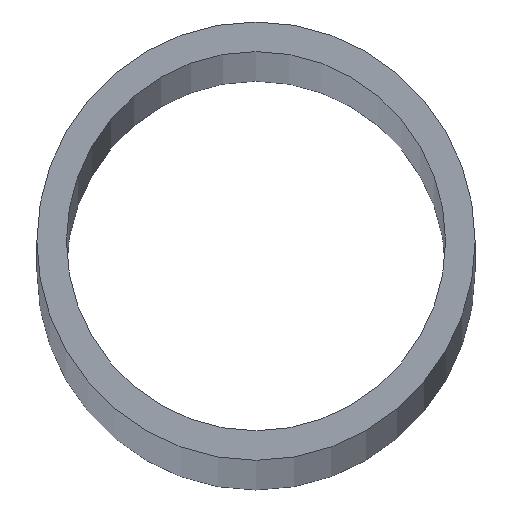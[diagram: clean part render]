
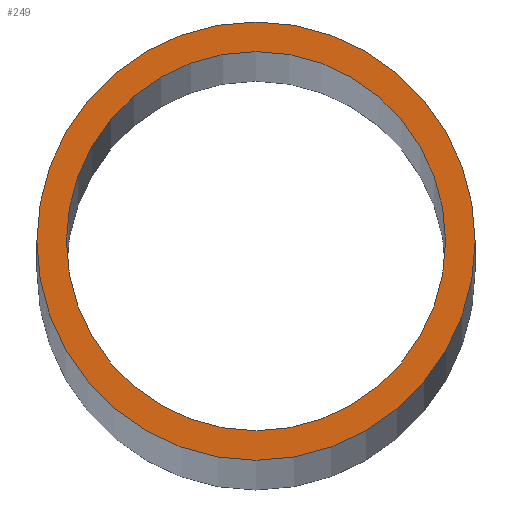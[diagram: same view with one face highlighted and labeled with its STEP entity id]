
A CAD part, top view. The second image highlights one B-rep face of the part: STEP entity #249.
In plain terms, the highlighted planar face has unit normal (0, 0, 1).
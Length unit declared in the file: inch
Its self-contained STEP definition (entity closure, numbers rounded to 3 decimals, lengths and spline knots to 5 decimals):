
#4 = DIRECTION ( 'NONE',  ( 0., 0., 1. ) ) ;
#14 = EDGE_LOOP ( 'NONE', ( #193, #113 ) ) ;
#16 = CIRCLE ( 'NONE', #239, 2.78 ) ;
#21 = CIRCLE ( 'NONE', #56, 2.405 ) ;
#26 = FACE_BOUND ( 'NONE', #132, .T. ) ;
#27 = DIRECTION ( 'NONE',  ( 0., 0., 1. ) ) ;
#28 = CARTESIAN_POINT ( 'NONE',  ( 0., 0., 216. ) ) ;
#47 = DIRECTION ( 'NONE',  ( 1., 0., 0. ) ) ;
#56 = AXIS2_PLACEMENT_3D ( 'NONE', #28, #123, #144 ) ;
#63 = VERTEX_POINT ( 'NONE', #211 ) ;
#66 = CARTESIAN_POINT ( 'NONE',  ( 0., 0., 216. ) ) ;
#69 = DIRECTION ( 'NONE',  ( 1., 0., 0. ) ) ;
#83 = DIRECTION ( 'NONE',  ( 1., 0., 0. ) ) ;
#88 = PLANE ( 'NONE',  #126 ) ;
#89 = EDGE_CURVE ( 'NONE', #172, #63, #169, .T. ) ;
#90 = VERTEX_POINT ( 'NONE', #240 ) ;
#95 = EDGE_CURVE ( 'NONE', #166, #90, #212, .T. ) ;
#103 = FACE_OUTER_BOUND ( 'NONE', #14, .T. ) ;
#104 = CARTESIAN_POINT ( 'NONE',  ( 2.405, 0., 216. ) ) ;
#113 = ORIENTED_EDGE ( 'NONE', *, *, #89, .T. ) ;
#123 = DIRECTION ( 'NONE',  ( 0., 0., 1. ) ) ;
#125 = CARTESIAN_POINT ( 'NONE',  ( 2.78, 0., 216. ) ) ;
#126 = AXIS2_PLACEMENT_3D ( 'NONE', #66, #163, #216 ) ;
#127 = EDGE_CURVE ( 'NONE', #63, #172, #16, .T. ) ;
#130 = ORIENTED_EDGE ( 'NONE', *, *, #95, .F. ) ;
#132 = EDGE_LOOP ( 'NONE', ( #215, #130 ) ) ;
#144 = DIRECTION ( 'NONE',  ( 1., 0., 0. ) ) ;
#159 = DIRECTION ( 'NONE',  ( 0., 0., 1. ) ) ;
#162 = CARTESIAN_POINT ( 'NONE',  ( 0., 0., 216. ) ) ;
#163 = DIRECTION ( 'NONE',  ( 0., 0., 1. ) ) ;
#166 = VERTEX_POINT ( 'NONE', #104 ) ;
#169 = CIRCLE ( 'NONE', #235, 2.78 ) ;
#172 = VERTEX_POINT ( 'NONE', #125 ) ;
#193 = ORIENTED_EDGE ( 'NONE', *, *, #127, .T. ) ;
#200 = CARTESIAN_POINT ( 'NONE',  ( 0., 0., 216. ) ) ;
#204 = EDGE_CURVE ( 'NONE', #90, #166, #21, .T. ) ;
#211 = CARTESIAN_POINT ( 'NONE',  ( -2.78, 0., 216. ) ) ;
#212 = CIRCLE ( 'NONE', #245, 2.405 ) ;
#215 = ORIENTED_EDGE ( 'NONE', *, *, #204, .F. ) ;
#216 = DIRECTION ( 'NONE',  ( 1., 0., 0. ) ) ;
#220 = CARTESIAN_POINT ( 'NONE',  ( 0., 0., 216. ) ) ;
#235 = AXIS2_PLACEMENT_3D ( 'NONE', #162, #159, #83 ) ;
#239 = AXIS2_PLACEMENT_3D ( 'NONE', #220, #27, #47 ) ;
#240 = CARTESIAN_POINT ( 'NONE',  ( -2.405, 0., 216. ) ) ;
#245 = AXIS2_PLACEMENT_3D ( 'NONE', #200, #4, #69 ) ;
#249 = ADVANCED_FACE ( 'NONE', ( #103, #26 ), #88, .T. ) ;
